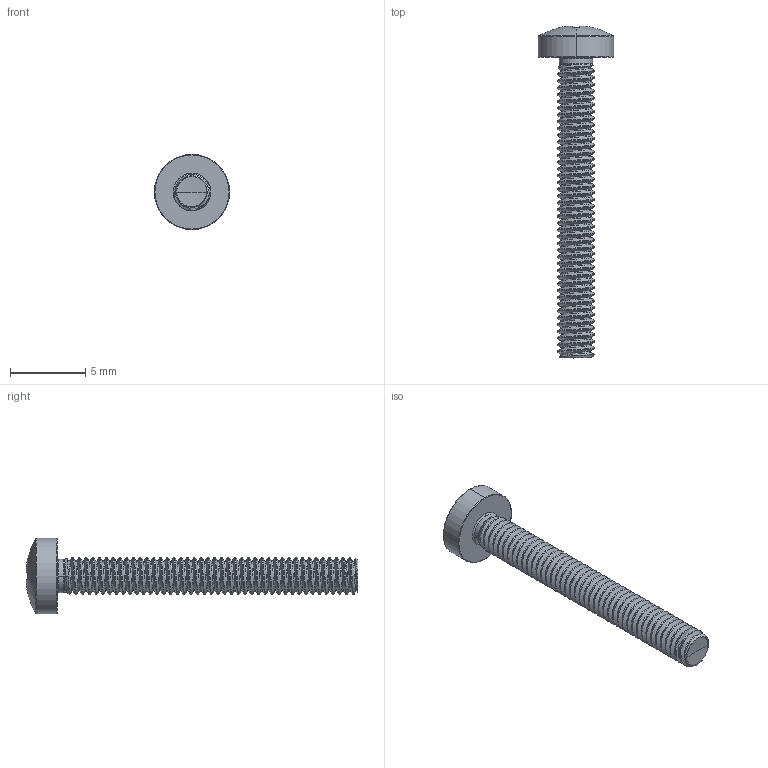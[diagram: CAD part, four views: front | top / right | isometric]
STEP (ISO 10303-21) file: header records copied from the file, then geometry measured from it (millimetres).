
FILE_DESCRIPTION (( 'STEP AP203' ), '1' );
FILE_NAME ('STM320250200.STEP', '2020-12-24T14:34:10', ( '' ), ( '' ), 'SwSTEP 2.0', 'SolidWorks 2015', '' );
FILE_SCHEMA (( 'CONFIG_CONTROL_DESIGN' ));
Products named in the file (2): STM320250200
Bounding box: 5 x 22.08 x 5 mm (x, y, z)
Volume: 110.6 mm3; surface area: 300.8 mm2
Topology: 1 solids, 1 shells, 247 faces, 615 edges, 369 vertices
Faces by surface type: cylinder 109, bspline 46, torus 33, sphere 28, plane 22, cone 9
Entity records: 37276 total; most frequent: CARTESIAN_POINT 32055, ORIENTED_EDGE 1226, DIRECTION 934, EDGE_CURVE 613, AXIS2_PLACEMENT_3D 399, VERTEX_POINT 369, EDGE_LOOP 248, ADVANCED_FACE 247
